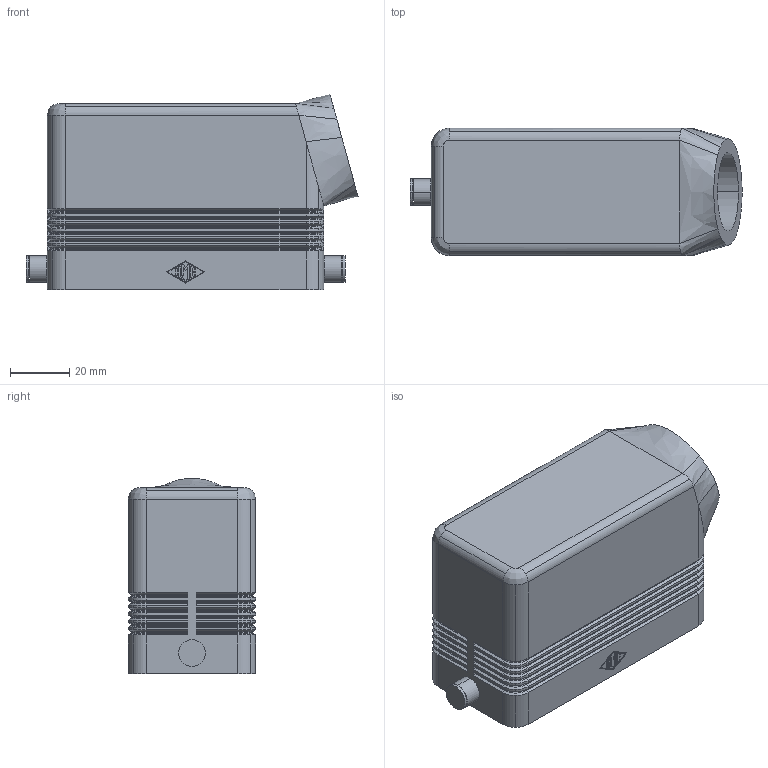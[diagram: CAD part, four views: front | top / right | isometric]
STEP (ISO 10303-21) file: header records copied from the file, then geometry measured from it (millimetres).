
FILE_DESCRIPTION((''),'2;1');
FILE_NAME('CMO 06 L.stp','2007-01-03T10:13:34',('gembarski'),(''),'Autodesk Inventor 7','Autodesk Inventor 7','');
FILE_SCHEMA(('AUTOMOTIVE_DESIGN { 1 0 10303 214 1 1 1 1 }'));
Length unit declared in the file: millimetre
Products named in the file (1): CMO 06 L
Bounding box: 112.31 x 43 x 66.12 mm (x, y, z)
Volume: 73205.5 mm3; surface area: 42395.9 mm2
Topology: 1 solids, 1 shells, 633 faces, 1532 edges, 916 vertices
Faces by surface type: cylinder 262, bspline 200, plane 147, cone 24
Entity records: 21445 total; most frequent: CARTESIAN_POINT 6966, ORIENTED_EDGE 3048, DIRECTION 3032, EDGE_CURVE 1524, AXIS2_PLACEMENT_3D 1088, VERTEX_POINT 916, VECTOR 856, LINE 856
